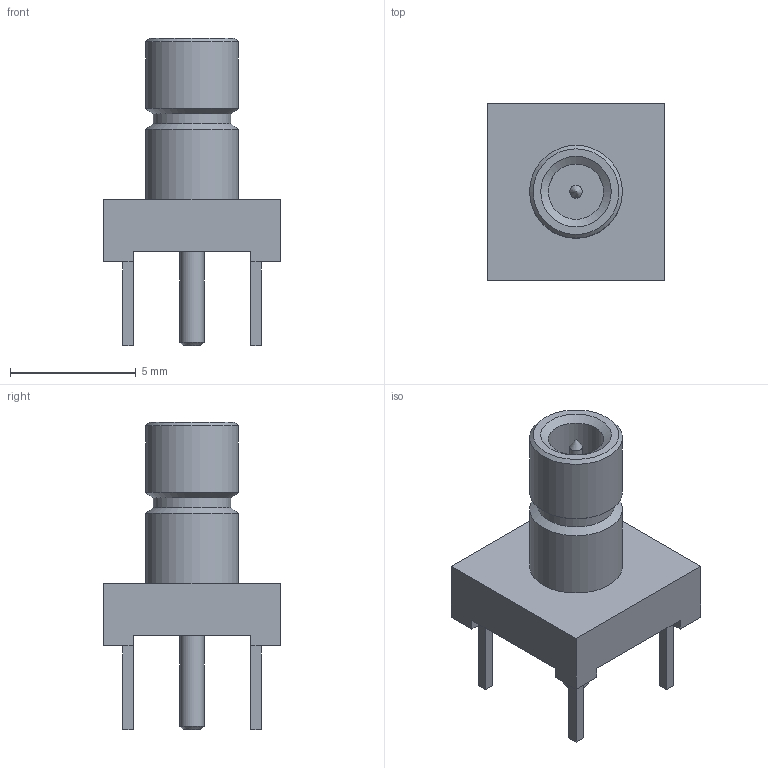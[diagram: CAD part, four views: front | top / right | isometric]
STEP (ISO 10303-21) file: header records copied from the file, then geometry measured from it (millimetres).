
FILE_DESCRIPTION(/* description */ ('Unknown'),/* implementation_level */ '2;1');
FILE_NAME(/* name */ 'RF3-05-T-00-50-G',/* time_stamp */ '2024-05-30T14:44:36+02:00',/* author */ ('Unknown'),/* organization */ ('Unknown'),/* preprocessor_version */ 'ST-DEVELOPER v18.102',/* originating_system */ 'Solid Edge',/* authorisation */ 'Unknown');
FILE_SCHEMA (('AUTOMOTIVE_DESIGN {1 0 10303 214 3 1 1}'));
Length unit declared in the file: millimetre
Products named in the file (1): RF3-05-T-00-50-G
Bounding box: 7 x 7 x 12.2 mm (x, y, z)
Volume: 157.8 mm3; surface area: 304.7 mm2
Topology: 1 solids, 1 shells, 47 faces, 117 edges, 76 vertices
Faces by surface type: plane 34, cylinder 7, cone 6
Full cylindrical faces by diameter (mm): 0.5 x1, 0.96 x1, 2.195 x1, 3.079 x1, 3.68 x2, 4.067 x1
Entity records: 1645 total; most frequent: CARTESIAN_POINT 223, DIRECTION 214, ORIENTED_EDGE 202, EDGE_CURVE 101, LINE 84, VECTOR 84, VERTEX_POINT 74, FACE_BOUND 65
